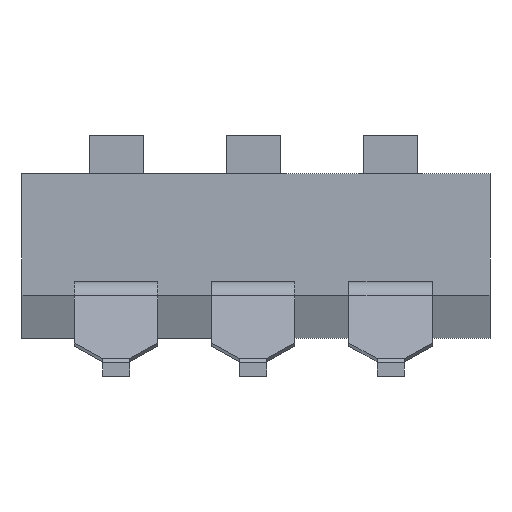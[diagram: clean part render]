
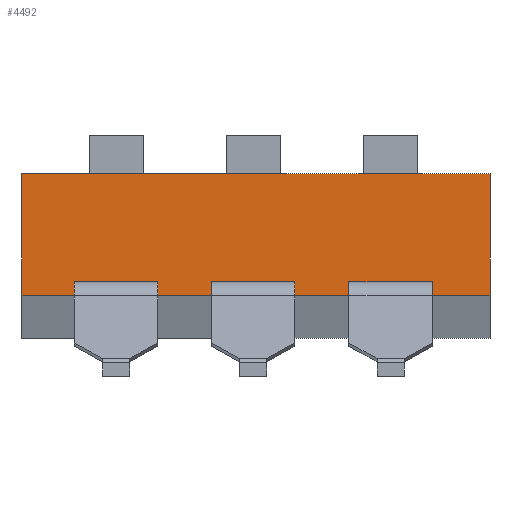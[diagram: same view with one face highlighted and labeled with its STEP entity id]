
A CAD part, front view. The second image highlights one B-rep face of the part: STEP entity #4492.
In plain terms, the highlighted planar face has unit normal (0, -1, 0).
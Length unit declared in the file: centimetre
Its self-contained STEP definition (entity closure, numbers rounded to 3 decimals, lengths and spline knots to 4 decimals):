
#467=FACE_OUTER_BOUND('',#716,.T.);
#716=EDGE_LOOP('',(#4053,#4054,#4055,#4056,#4057,#4058,#4059,#4060,#4061,
#4062,#4063,#4064,#4065,#4066,#4067,#4068));
#834=LINE('',#6016,#1341);
#838=LINE('',#6024,#1345);
#856=LINE('',#6073,#1363);
#870=LINE('',#6105,#1377);
#874=LINE('',#6113,#1381);
#892=LINE('',#6162,#1399);
#963=LINE('',#6326,#1470);
#967=LINE('',#6334,#1474);
#985=LINE('',#6383,#1492);
#1149=LINE('',#7628,#1656);
#1217=LINE('',#7764,#1724);
#1218=LINE('',#7765,#1725);
#1219=LINE('',#7766,#1726);
#1220=LINE('',#7767,#1727);
#1223=LINE('',#7772,#1730);
#1224=LINE('',#7773,#1731);
#1341=VECTOR('',#4999,1.);
#1345=VECTOR('',#5005,1.);
#1363=VECTOR('',#5045,1.);
#1377=VECTOR('',#5085,1.);
#1381=VECTOR('',#5091,1.);
#1399=VECTOR('',#5131,1.);
#1470=VECTOR('',#5292,1.);
#1474=VECTOR('',#5298,1.);
#1492=VECTOR('',#5338,1.);
#1656=VECTOR('',#5606,1.);
#1724=VECTOR('',#5728,1.);
#1725=VECTOR('',#5729,1.);
#1726=VECTOR('',#5730,1.);
#1727=VECTOR('',#5731,1.);
#1730=VECTOR('',#5738,1.);
#1731=VECTOR('',#5739,1.);
#1820=VERTEX_POINT('',#6014);
#1821=VERTEX_POINT('',#6015);
#1824=VERTEX_POINT('',#6023);
#1844=VERTEX_POINT('',#6072);
#1848=VERTEX_POINT('',#6103);
#1849=VERTEX_POINT('',#6104);
#1852=VERTEX_POINT('',#6112);
#1872=VERTEX_POINT('',#6161);
#1919=VERTEX_POINT('',#6324);
#1920=VERTEX_POINT('',#6325);
#1923=VERTEX_POINT('',#6333);
#1943=VERTEX_POINT('',#6382);
#2106=VERTEX_POINT('',#7622);
#2108=VERTEX_POINT('',#7626);
#2147=VERTEX_POINT('',#7758);
#2149=VERTEX_POINT('',#7762);
#2280=EDGE_CURVE('',#1820,#1821,#834,.T.);
#2284=EDGE_CURVE('',#1824,#1820,#838,.T.);
#2308=EDGE_CURVE('',#1821,#1844,#856,.T.);
#2324=EDGE_CURVE('',#1848,#1849,#870,.T.);
#2328=EDGE_CURVE('',#1852,#1848,#874,.T.);
#2352=EDGE_CURVE('',#1849,#1872,#892,.T.);
#2433=EDGE_CURVE('',#1919,#1920,#963,.T.);
#2437=EDGE_CURVE('',#1923,#1919,#967,.T.);
#2461=EDGE_CURVE('',#1920,#1943,#985,.T.);
#2717=EDGE_CURVE('',#2106,#2108,#1149,.T.);
#2785=EDGE_CURVE('',#1844,#2149,#1217,.T.);
#2786=EDGE_CURVE('',#1872,#1824,#1218,.T.);
#2787=EDGE_CURVE('',#1943,#1852,#1219,.T.);
#2788=EDGE_CURVE('',#2147,#1923,#1220,.T.);
#2791=EDGE_CURVE('',#2149,#2106,#1223,.T.);
#2792=EDGE_CURVE('',#2147,#2108,#1224,.T.);
#4053=ORIENTED_EDGE('',*,*,#2308,.T.);
#4054=ORIENTED_EDGE('',*,*,#2785,.T.);
#4055=ORIENTED_EDGE('',*,*,#2791,.T.);
#4056=ORIENTED_EDGE('',*,*,#2717,.T.);
#4057=ORIENTED_EDGE('',*,*,#2792,.F.);
#4058=ORIENTED_EDGE('',*,*,#2788,.T.);
#4059=ORIENTED_EDGE('',*,*,#2437,.T.);
#4060=ORIENTED_EDGE('',*,*,#2433,.T.);
#4061=ORIENTED_EDGE('',*,*,#2461,.T.);
#4062=ORIENTED_EDGE('',*,*,#2787,.T.);
#4063=ORIENTED_EDGE('',*,*,#2328,.T.);
#4064=ORIENTED_EDGE('',*,*,#2324,.T.);
#4065=ORIENTED_EDGE('',*,*,#2352,.T.);
#4066=ORIENTED_EDGE('',*,*,#2786,.T.);
#4067=ORIENTED_EDGE('',*,*,#2284,.T.);
#4068=ORIENTED_EDGE('',*,*,#2280,.T.);
#4252=PLANE('',#4749);
#4492=ADVANCED_FACE('',(#467),#4252,.T.);
#4749=AXIS2_PLACEMENT_3D('',#7771,#5736,#5737);
#4999=DIRECTION('',(1.,0.,0.));
#5005=DIRECTION('',(0.,0.,1.));
#5045=DIRECTION('',(0.,0.,-1.));
#5085=DIRECTION('',(1.,0.,0.));
#5091=DIRECTION('',(0.,0.,1.));
#5131=DIRECTION('',(0.,0.,-1.));
#5292=DIRECTION('',(1.,0.,0.));
#5298=DIRECTION('',(0.,0.,1.));
#5338=DIRECTION('',(0.,0.,-1.));
#5606=DIRECTION('',(-1.,0.,0.));
#5728=DIRECTION('',(1.,0.,0.));
#5729=DIRECTION('',(1.,0.,0.));
#5730=DIRECTION('',(1.,0.,0.));
#5731=DIRECTION('',(1.,0.,0.));
#5736=DIRECTION('center_axis',(0.,-1.,0.));
#5737=DIRECTION('ref_axis',(0.,0.,-1.));
#5738=DIRECTION('',(0.,0.,1.));
#5739=DIRECTION('',(0.,0.,1.));
#6014=CARTESIAN_POINT('',(0.172,-0.315,0.105));
#6015=CARTESIAN_POINT('',(0.326,-0.315,0.105));
#6016=CARTESIAN_POINT('',(0.341,-0.315,0.105));
#6023=CARTESIAN_POINT('',(0.172,-0.315,0.08));
#6024=CARTESIAN_POINT('',(0.172,-0.315,0.0255));
#6072=CARTESIAN_POINT('',(0.326,-0.315,0.08));
#6073=CARTESIAN_POINT('',(0.326,-0.315,0.0255));
#6103=CARTESIAN_POINT('',(-0.082,-0.315,0.105));
#6104=CARTESIAN_POINT('',(0.072,-0.315,0.105));
#6105=CARTESIAN_POINT('',(0.214,-0.315,0.105));
#6112=CARTESIAN_POINT('',(-0.082,-0.315,0.08));
#6113=CARTESIAN_POINT('',(-0.082,-0.315,0.0255));
#6161=CARTESIAN_POINT('',(0.072,-0.315,0.08));
#6162=CARTESIAN_POINT('',(0.072,-0.315,0.0255));
#6324=CARTESIAN_POINT('',(-0.336,-0.315,0.105));
#6325=CARTESIAN_POINT('',(-0.182,-0.315,0.105));
#6326=CARTESIAN_POINT('',(0.087,-0.315,0.105));
#6333=CARTESIAN_POINT('',(-0.336,-0.315,0.08));
#6334=CARTESIAN_POINT('',(-0.336,-0.315,0.0255));
#6382=CARTESIAN_POINT('',(-0.182,-0.315,0.08));
#6383=CARTESIAN_POINT('',(-0.182,-0.315,0.0255));
#7622=CARTESIAN_POINT('',(0.433,-0.315,0.305));
#7626=CARTESIAN_POINT('',(-0.433,-0.315,0.305));
#7628=CARTESIAN_POINT('',(0.433,-0.315,0.305));
#7758=CARTESIAN_POINT('',(-0.433,-0.315,0.08));
#7762=CARTESIAN_POINT('',(0.433,-0.315,0.08));
#7764=CARTESIAN_POINT('',(0.433,-0.315,0.08));
#7765=CARTESIAN_POINT('',(0.433,-0.315,0.08));
#7766=CARTESIAN_POINT('',(0.433,-0.315,0.08));
#7767=CARTESIAN_POINT('',(0.433,-0.315,0.08));
#7771=CARTESIAN_POINT('Origin',(0.433,-0.315,0.));
#7772=CARTESIAN_POINT('',(0.433,-0.315,0.));
#7773=CARTESIAN_POINT('',(-0.433,-0.315,0.));
